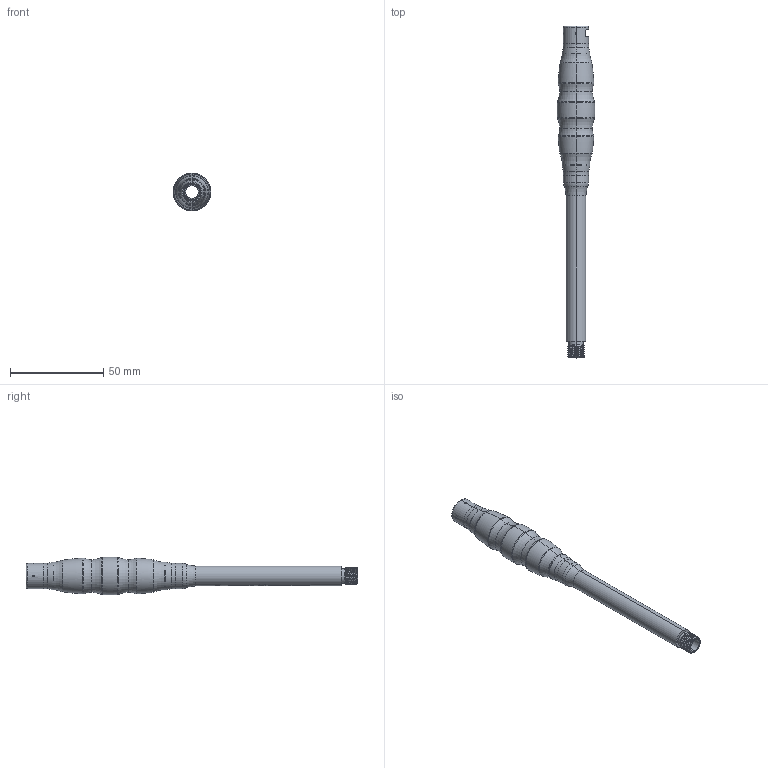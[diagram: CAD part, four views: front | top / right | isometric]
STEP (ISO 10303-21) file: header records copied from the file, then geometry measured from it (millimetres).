
FILE_DESCRIPTION (( 'STEP AP214' ), '1' );
FILE_NAME ('C725-830-003 Rev 01_Laser Mark.STEP', '2025-04-18T19:31:57', ( '' ), ( '' ), 'SwSTEP 2.0', 'SolidWorks 2024', '' );
FILE_SCHEMA (( 'AUTOMOTIVE_DESIGN' ));
Length unit declared in the file: inch
Products named in the file (1): C725-830-003 Rev 01_Laser Mark
Bounding box: 20.06 x 177.8 x 20.06 mm (x, y, z)
Volume: 20474.7 mm3; surface area: 11751.1 mm2
Topology: 1 solids, 1 shells, 177 faces, 976 edges, 865 vertices
Faces by surface type: cylinder 108, torus 52, plane 8, cone 6, bspline 3
Entity records: 19890 total; most frequent: CARTESIAN_POINT 12729, ORIENTED_EDGE 1952, EDGE_CURVE 976, DIRECTION 968, VERTEX_POINT 865, B_SPLINE_CURVE_WITH_KNOTS 559, AXIS2_PLACEMENT_3D 400, EDGE_LOOP 249
